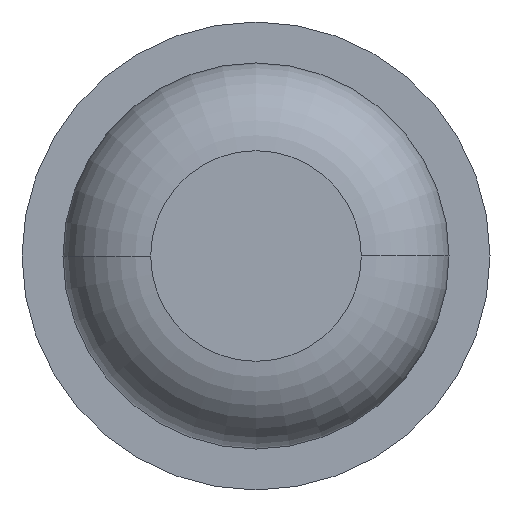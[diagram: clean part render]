
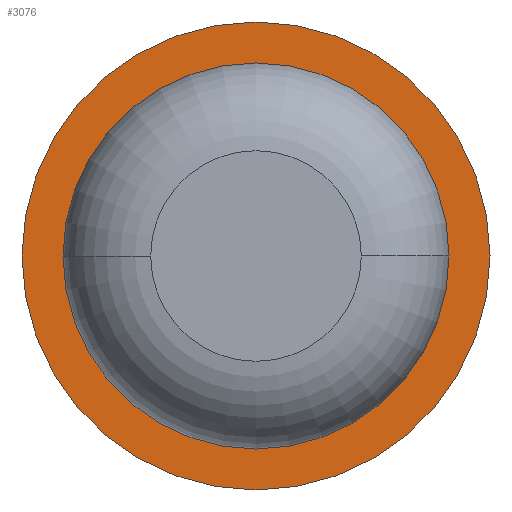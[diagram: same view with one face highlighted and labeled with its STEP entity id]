
A CAD part, front view. The second image highlights one B-rep face of the part: STEP entity #3076.
In plain terms, the highlighted planar face has unit normal (0, -1, 0).
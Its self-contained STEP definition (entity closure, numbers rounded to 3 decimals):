
#411 = DIRECTION ( 'NONE',  ( -1., 0., 0. ) ) ;
#574 = EDGE_LOOP ( 'NONE', ( #1510, #1650 ) ) ;
#612 = EDGE_CURVE ( 'Defeature ausgef�hrt1_11+Defeature ausgef�hrt1_10+Defeature ausgef�hrt1_10+Defeature ausgef�hrt1_10', #2440, #2436, #3237, .T. ) ;
#680 = CARTESIAN_POINT ( 'NONE',  ( 0., -6., 0. ) ) ;
#852 = VERTEX_POINT ( 'NONE', #1257 ) ;
#868 = CIRCLE ( 'NONE', #2886, 0.825 ) ;
#890 = DIRECTION ( 'NONE',  ( -1., 0., 0. ) ) ;
#947 = EDGE_CURVE ( 'Defeature ausgef�hrt1_10+Defeature ausgef�hrt1_5+Defeature ausgef�hrt1_5+Defeature ausgef�hrt1_5', #1025, #852, #1771, .T. ) ;
#959 = DIRECTION ( 'NONE',  ( 0., 1., 0. ) ) ;
#1014 = DIRECTION ( 'NONE',  ( -1., 0., 0. ) ) ;
#1025 = VERTEX_POINT ( 'NONE', #3354 ) ;
#1166 = ORIENTED_EDGE ( 'NONE', *, *, #1956, .F. ) ;
#1235 = EDGE_LOOP ( 'NONE', ( #2908, #1166 ) ) ;
#1257 = CARTESIAN_POINT ( 'NONE',  ( 0.825, -6., 0. ) ) ;
#1380 = PLANE ( 'NONE',  #2054 ) ;
#1510 = ORIENTED_EDGE ( 'NONE', *, *, #947, .T. ) ;
#1538 = FACE_OUTER_BOUND ( 'NONE', #1235, .T. ) ;
#1650 = ORIENTED_EDGE ( 'NONE', *, *, #2350, .T. ) ;
#1771 = CIRCLE ( 'NONE', #2130, 0.825 ) ;
#1818 = CARTESIAN_POINT ( 'NONE',  ( 0., -6., 0. ) ) ;
#1924 = CARTESIAN_POINT ( 'NONE',  ( 0.825, -6., 0. ) ) ;
#1956 = EDGE_CURVE ( 'Defeature ausgef�hrt1_11+Defeature ausgef�hrt1_10+Defeature ausgef�hrt1_10+Defeature ausgef�hrt1_10', #2436, #2440, #3269, .T. ) ;
#2054 = AXIS2_PLACEMENT_3D ( 'NONE', #1924, #2266, #3391 ) ;
#2078 = DIRECTION ( 'NONE',  ( 0., 1., 0. ) ) ;
#2120 = DIRECTION ( 'NONE',  ( -1., 0., 0. ) ) ;
#2130 = AXIS2_PLACEMENT_3D ( 'NONE', #2740, #2185, #1014 ) ;
#2132 = CARTESIAN_POINT ( 'NONE',  ( -1., -6., 0. ) ) ;
#2185 = DIRECTION ( 'NONE',  ( 0., 1., 0. ) ) ;
#2266 = DIRECTION ( 'NONE',  ( 0., 1., 0. ) ) ;
#2332 = DIRECTION ( 'NONE',  ( 0., 1., 0. ) ) ;
#2350 = EDGE_CURVE ( 'Defeature ausgef�hrt1_10+Defeature ausgef�hrt1_5+Defeature ausgef�hrt1_5+Defeature ausgef�hrt1_5', #852, #1025, #868, .T. ) ;
#2416 = CARTESIAN_POINT ( 'NONE',  ( 1., -6., 0. ) ) ;
#2436 = VERTEX_POINT ( 'NONE', #2416 ) ;
#2440 = VERTEX_POINT ( 'NONE', #2132 ) ;
#2614 = CARTESIAN_POINT ( 'NONE',  ( 0., -6., 0. ) ) ;
#2740 = CARTESIAN_POINT ( 'NONE',  ( 0., -6., 0. ) ) ;
#2818 = AXIS2_PLACEMENT_3D ( 'NONE', #2614, #2332, #890 ) ;
#2886 = AXIS2_PLACEMENT_3D ( 'NONE', #1818, #2078, #2120 ) ;
#2908 = ORIENTED_EDGE ( 'NONE', *, *, #612, .F. ) ;
#3076 = ADVANCED_FACE ( 'Defeature ausgef�hrt1_10', ( #1538, #3770 ), #1380, .F. ) ;
#3237 = CIRCLE ( 'NONE', #2818, 1. ) ;
#3269 = CIRCLE ( 'NONE', #3458, 1. ) ;
#3354 = CARTESIAN_POINT ( 'NONE',  ( -0.825, -6., 0. ) ) ;
#3391 = DIRECTION ( 'NONE',  ( -1., 0., 0. ) ) ;
#3458 = AXIS2_PLACEMENT_3D ( 'NONE', #680, #959, #411 ) ;
#3770 = FACE_BOUND ( 'NONE', #574, .T. ) ;
